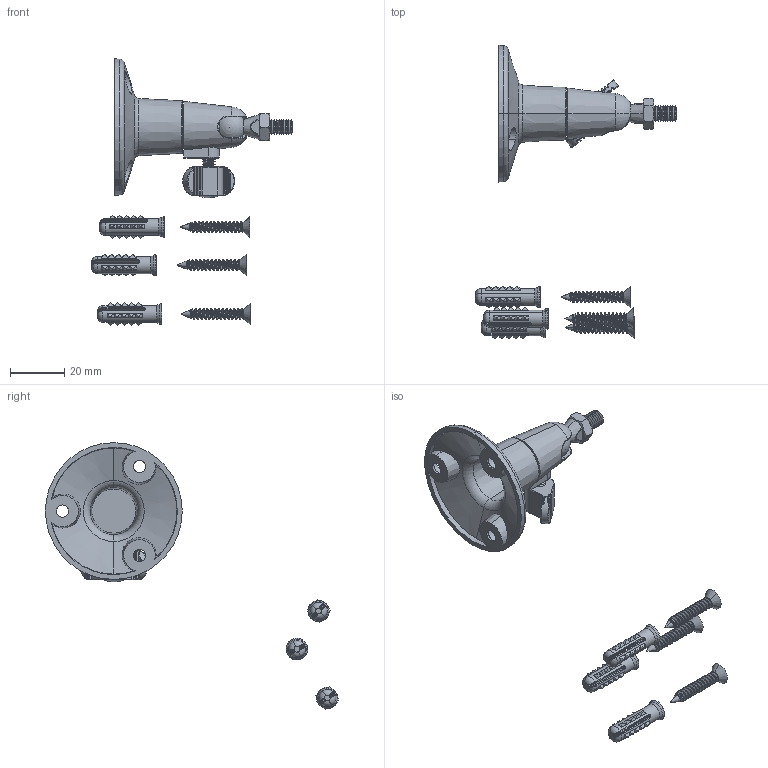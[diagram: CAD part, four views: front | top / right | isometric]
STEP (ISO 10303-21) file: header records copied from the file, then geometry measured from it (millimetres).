
FILE_DESCRIPTION (( 'STEP AP214' ), '1' );
FILE_NAME ('HGX-PMT15_3D.step', '2025-09-08T14:33:25', ( '' ), ( '' ), 'SwSTEP 2.0', 'SolidWorks 2022', '' );
FILE_SCHEMA (( 'AUTOMOTIVE_DESIGN' ));
Length unit declared in the file: inch
Products named in the file (8): HGX-PMT15_Base; 8x1 FHP SheetmetalScrew_90198A249; HGX-PMT15_ThumbBolt; HGX-PMT15_3D; HGX-PMT15_BallJoint; HGX-PMT15_RotorCap; PlasticAnchor_8x1; HGX-PMT15_HexNut
Assembly tree (11 placements, depth 2):
  HGX-PMT15_3D
    HGX-PMT15_Base
    HGX-PMT15_RotorCap
    HGX-PMT15_BallJoint
    HGX-PMT15_ThumbBolt
    HGX-PMT15_HexNut
    PlasticAnchor_8x1  x3
    8x1 FHP SheetmetalScrew_90198A249  x3
Bounding box: 73.87 x 107.78 x 98.04 mm (x, y, z)
Volume: 15526.3 mm3; surface area: 16245.7 mm2
Topology: 11 solids, 11 shells, 1399 faces, 3317 edges, 1898 vertices
Faces by surface type: cylinder 361, cone 350, plane 289, bspline 202, torus 140, sphere 57
Entity records: 39806 total; most frequent: CARTESIAN_POINT 10523, ORIENTED_EDGE 3944, DIRECTION 3788, EDGE_CURVE 1972, AXIS2_PLACEMENT_3D 1585, VERTEX_POINT 1121, EDGE_LOOP 893, ADVANCED_FACE 871
